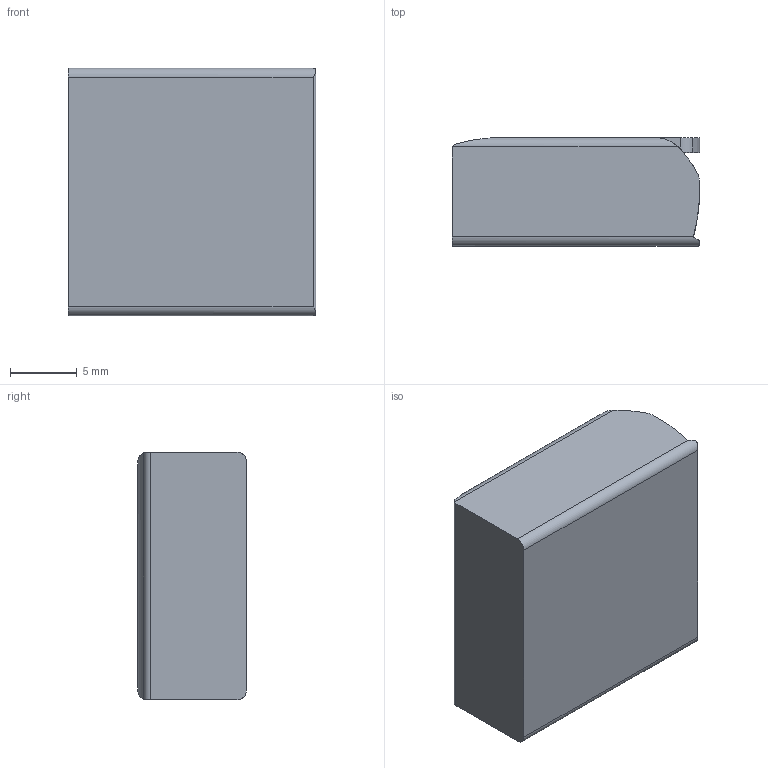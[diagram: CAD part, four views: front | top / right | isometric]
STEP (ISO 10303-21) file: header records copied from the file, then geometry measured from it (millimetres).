
FILE_DESCRIPTION(/* description */ ('221-413-COMPACT splicing connectors for all conductor types 3-conductor terminal block'),/* implementation_level */ '2;1');
FILE_NAME(/* name */ 'fc18-080_LeverNuts.ipt.step',/* time_stamp */ '2017-11-30T10:42:02-08:00',/* author */ ('Autodesk Inc.'),/* organization */ ('Autodesk Inc.'),/* preprocessor_version */ 'ST-DEVELOPER v16.13',/* originating_system */ 'Autodesk Inventor 2018',/* authorisation */ '');
FILE_SCHEMA (('AUTOMOTIVE_DESIGN { 1 0 10303 214 3 1 1 }'));
Length unit declared in the file: millimetre
Products named in the file (1): fc18-080
Bounding box: 18.6 x 8.15 x 18.6 mm (x, y, z)
Volume: 2599.6 mm3; surface area: 1703.1 mm2
Topology: 1 solids, 1 shells, 126 faces, 364 edges, 240 vertices
Faces by surface type: plane 77, cylinder 49
Entity records: 4328 total; most frequent: CARTESIAN_POINT 933, ORIENTED_EDGE 728, DIRECTION 686, EDGE_CURVE 364, LINE 246, VECTOR 246, VERTEX_POINT 240, AXIS2_PLACEMENT_3D 220
